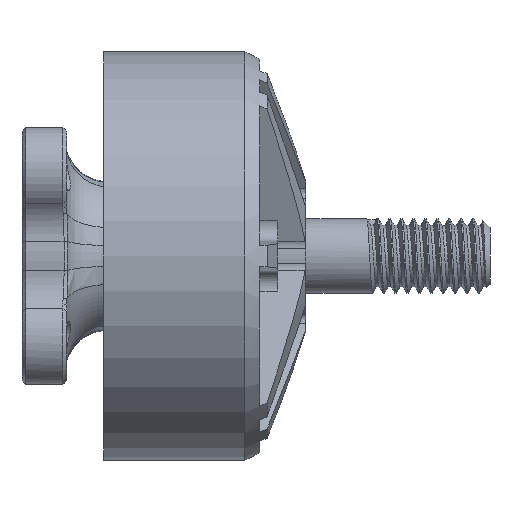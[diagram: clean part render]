
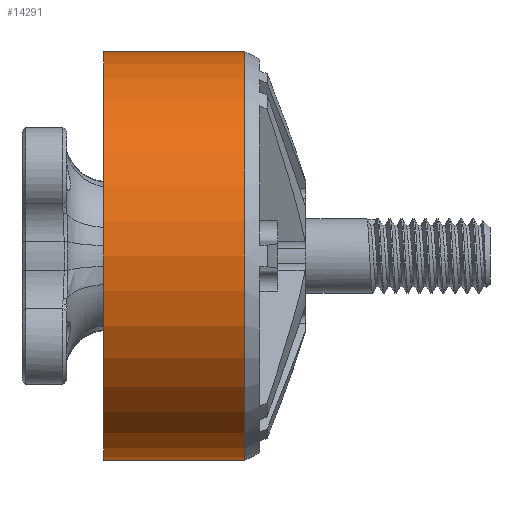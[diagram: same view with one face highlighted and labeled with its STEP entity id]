
A CAD part, front view. The second image highlights one B-rep face of the part: STEP entity #14291.
In plain terms, the highlighted cylindrical face has radius 13.75 mm (diameter 27.5 mm), a partial arc.
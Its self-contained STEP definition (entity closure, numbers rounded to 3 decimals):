
#527 = AXIS2_PLACEMENT_3D ( 'NONE', #5019, #11243, #1915 ) ;
#804 = LINE ( 'NONE', #12953, #18378 ) ;
#811 = CARTESIAN_POINT ( 'NONE',  ( 0., 0., -13.75 ) ) ;
#1059 = VERTEX_POINT ( 'NONE', #7079 ) ;
#1890 = DIRECTION ( 'NONE',  ( -1., 0., 0. ) ) ;
#1915 = DIRECTION ( 'NONE',  ( 0., 0., 1. ) ) ;
#2130 = ORIENTED_EDGE ( 'NONE', *, *, #9881, .T. ) ;
#2627 = EDGE_CURVE ( 'NONE', #12865, #11348, #9468, .T. ) ;
#5019 = CARTESIAN_POINT ( 'NONE',  ( 0., 0., 0. ) ) ;
#5097 = DIRECTION ( 'NONE',  ( -1., 0., 0. ) ) ;
#5301 = DIRECTION ( 'NONE',  ( -1., 0., 0. ) ) ;
#6162 = CYLINDRICAL_SURFACE ( 'NONE', #8526, 13.75 ) ;
#6958 = DIRECTION ( 'NONE',  ( 0., 0., 1. ) ) ;
#7079 = CARTESIAN_POINT ( 'NONE',  ( 9.5, 0., -13.75 ) ) ;
#8108 = VECTOR ( 'NONE', #5097, 1000. ) ;
#8526 = AXIS2_PLACEMENT_3D ( 'NONE', #12495, #5301, #6958 ) ;
#9468 = CIRCLE ( 'NONE', #527, 13.75 ) ;
#9881 = EDGE_CURVE ( 'NONE', #18845, #11348, #804, .T. ) ;
#10071 = CARTESIAN_POINT ( 'NONE',  ( -19.865, 0., -13.75 ) ) ;
#11192 = ORIENTED_EDGE ( 'NONE', *, *, #2627, .F. ) ;
#11243 = DIRECTION ( 'NONE',  ( -1., 0., 0. ) ) ;
#11277 = ORIENTED_EDGE ( 'NONE', *, *, #16552, .T. ) ;
#11348 = VERTEX_POINT ( 'NONE', #13971 ) ;
#11425 = DIRECTION ( 'NONE',  ( 0., 0., 1. ) ) ;
#12272 = CARTESIAN_POINT ( 'NONE',  ( 9.5, 0., 13.75 ) ) ;
#12495 = CARTESIAN_POINT ( 'NONE',  ( -19.865, 0., 0. ) ) ;
#12774 = LINE ( 'NONE', #10071, #8108 ) ;
#12865 = VERTEX_POINT ( 'NONE', #811 ) ;
#12953 = CARTESIAN_POINT ( 'NONE',  ( -19.865, 0., 13.75 ) ) ;
#13971 = CARTESIAN_POINT ( 'NONE',  ( 0., 0., 13.75 ) ) ;
#14291 = ADVANCED_FACE ( 'NONE', ( #17180 ), #6162, .T. ) ;
#14718 = DIRECTION ( 'NONE',  ( -1., 0., 0. ) ) ;
#15607 = EDGE_CURVE ( 'NONE', #1059, #12865, #12774, .T. ) ;
#15852 = ORIENTED_EDGE ( 'NONE', *, *, #15607, .F. ) ;
#16113 = AXIS2_PLACEMENT_3D ( 'NONE', #17880, #1890, #11425 ) ;
#16552 = EDGE_CURVE ( 'NONE', #1059, #18845, #17765, .T. ) ;
#17180 = FACE_OUTER_BOUND ( 'NONE', #17533, .T. ) ;
#17533 = EDGE_LOOP ( 'NONE', ( #15852, #11277, #2130, #11192 ) ) ;
#17765 = CIRCLE ( 'NONE', #16113, 13.75 ) ;
#17880 = CARTESIAN_POINT ( 'NONE',  ( 9.5, 0., 0. ) ) ;
#18378 = VECTOR ( 'NONE', #14718, 1000. ) ;
#18845 = VERTEX_POINT ( 'NONE', #12272 ) ;
